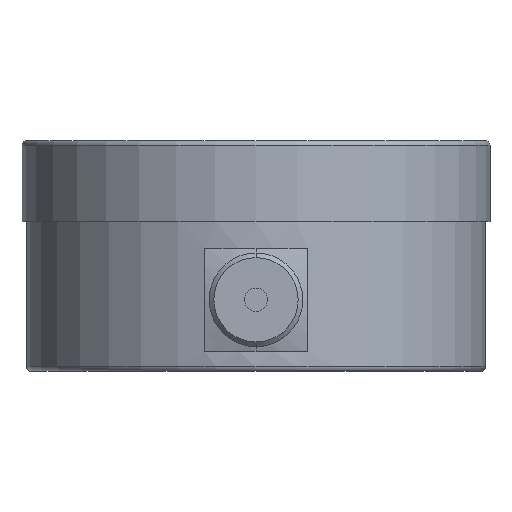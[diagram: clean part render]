
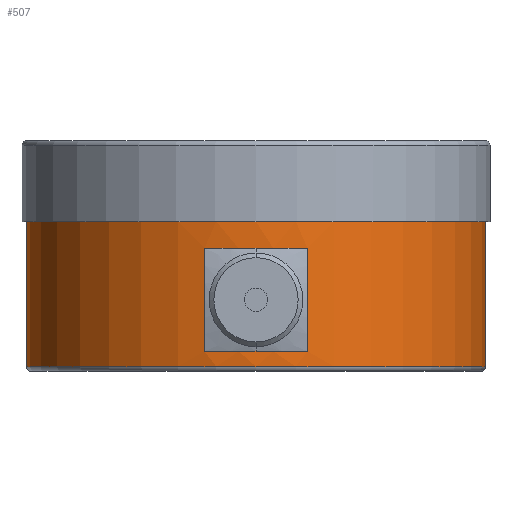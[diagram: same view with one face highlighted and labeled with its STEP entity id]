
A CAD part, front view. The second image highlights one B-rep face of the part: STEP entity #507.
In plain terms, the highlighted cylindrical face has radius 49 mm (diameter 98 mm), a partial arc.
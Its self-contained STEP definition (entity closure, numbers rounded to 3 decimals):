
#58 = FACE_OUTER_BOUND ( 'NONE', #936, .T. ) ;
#62 = FACE_BOUND ( 'NONE', #934, .T. ) ;
#64 = CYLINDRICAL_SURFACE ( 'NONE', #887, 49. ) ;
#171 = CARTESIAN_POINT ( 'NONE',  ( 49., 0., 0. ) ) ;
#175 = DIRECTION ( 'NONE',  ( 0., 0., -1. ) ) ;
#253 = CARTESIAN_POINT ( 'NONE',  ( -49., 0., 0. ) ) ;
#254 = DIRECTION ( 'NONE',  ( 0., 0., -1. ) ) ;
#273 = CARTESIAN_POINT ( 'NONE',  ( -11., -47.749, 0. ) ) ;
#274 = DIRECTION ( 'NONE',  ( 0., 0., -1. ) ) ;
#287 = CARTESIAN_POINT ( 'NONE',  ( 0., 0., -45.732 ) ) ;
#288 = DIRECTION ( 'NONE',  ( 0., 0., 1. ) ) ;
#289 = DIRECTION ( 'NONE',  ( -1., 0., 0. ) ) ;
#294 = CARTESIAN_POINT ( 'NONE',  ( 11., -47.749, 0. ) ) ;
#295 = DIRECTION ( 'NONE',  ( 0., 0., 1. ) ) ;
#299 = CARTESIAN_POINT ( 'NONE',  ( 0., 0., -23.732 ) ) ;
#300 = DIRECTION ( 'NONE',  ( 0., 0., -1. ) ) ;
#301 = DIRECTION ( 'NONE',  ( 1., 0., 0. ) ) ;
#302 = CARTESIAN_POINT ( 'NONE',  ( 0., 0., -18. ) ) ;
#303 = DIRECTION ( 'NONE',  ( 0., 0., -1. ) ) ;
#304 = DIRECTION ( 'NONE',  ( -1., 0., 0. ) ) ;
#314 = CARTESIAN_POINT ( 'NONE',  ( 0., 0., -49. ) ) ;
#315 = DIRECTION ( 'NONE',  ( 0., 0., 1. ) ) ;
#316 = DIRECTION ( 'NONE',  ( -1., 0., 0. ) ) ;
#507 = ADVANCED_FACE ( 'NONE', ( #58, #62 ), #64, .T. ) ;
#520 = ORIENTED_EDGE ( 'NONE', *, *, #1664, .F. ) ;
#528 = ORIENTED_EDGE ( 'NONE', *, *, #1665, .T. ) ;
#568 = ORIENTED_EDGE ( 'NONE', *, *, #1655, .F. ) ;
#644 = ORIENTED_EDGE ( 'NONE', *, *, #1660, .F. ) ;
#645 = ORIENTED_EDGE ( 'NONE', *, *, #1625, .F. ) ;
#657 = ORIENTED_EDGE ( 'NONE', *, *, #1662, .F. ) ;
#672 = ORIENTED_EDGE ( 'NONE', *, *, #1650, .T. ) ;
#689 = ORIENTED_EDGE ( 'NONE', *, *, #1668, .T. ) ;
#792 = AXIS2_PLACEMENT_3D ( 'NONE', #287, #288, #289 ) ;
#794 = AXIS2_PLACEMENT_3D ( 'NONE', #299, #300, #301 ) ;
#795 = AXIS2_PLACEMENT_3D ( 'NONE', #302, #303, #304 ) ;
#798 = AXIS2_PLACEMENT_3D ( 'NONE', #314, #315, #316 ) ;
#887 = AXIS2_PLACEMENT_3D ( 'NONE', #1560, #1537, #1443 ) ;
#934 = EDGE_LOOP ( 'NONE', ( #568, #520, #657, #644 ) ) ;
#936 = EDGE_LOOP ( 'NONE', ( #645, #528, #672, #689 ) ) ;
#1007 = LINE ( 'NONE', #171, #1011 ) ;
#1011 = VECTOR ( 'NONE', #175, 1000. ) ;
#1209 = CARTESIAN_POINT ( 'NONE',  ( -49., 0., -18. ) ) ;
#1214 = CARTESIAN_POINT ( 'NONE',  ( -49., 0., -49. ) ) ;
#1217 = CARTESIAN_POINT ( 'NONE',  ( 11., -47.749, -23.732 ) ) ;
#1220 = CARTESIAN_POINT ( 'NONE',  ( 11., -47.749, -45.732 ) ) ;
#1221 = CARTESIAN_POINT ( 'NONE',  ( 49., 0., -18. ) ) ;
#1239 = CARTESIAN_POINT ( 'NONE',  ( 49., 0., -49. ) ) ;
#1244 = CARTESIAN_POINT ( 'NONE',  ( -11., -47.749, -23.732 ) ) ;
#1247 = CARTESIAN_POINT ( 'NONE',  ( -11., -47.749, -45.732 ) ) ;
#1326 = VERTEX_POINT ( 'NONE', #1214 ) ;
#1328 = VERTEX_POINT ( 'NONE', #1209 ) ;
#1329 = VERTEX_POINT ( 'NONE', #1221 ) ;
#1334 = VERTEX_POINT ( 'NONE', #1247 ) ;
#1337 = VERTEX_POINT ( 'NONE', #1244 ) ;
#1342 = VERTEX_POINT ( 'NONE', #1239 ) ;
#1443 = DIRECTION ( 'NONE',  ( -1., 0., 0. ) ) ;
#1537 = DIRECTION ( 'NONE',  ( 0., 0., -1. ) ) ;
#1560 = CARTESIAN_POINT ( 'NONE',  ( 0., 0., 0. ) ) ;
#1572 = VERTEX_POINT ( 'NONE', #1220 ) ;
#1575 = VERTEX_POINT ( 'NONE', #1217 ) ;
#1625 = EDGE_CURVE ( 'NONE', #1329, #1342, #1007, .T. ) ;
#1650 = EDGE_CURVE ( 'NONE', #1328, #1326, #1700, .T. ) ;
#1655 = EDGE_CURVE ( 'NONE', #1337, #1334, #1704, .T. ) ;
#1660 = EDGE_CURVE ( 'NONE', #1334, #1572, #1715, .T. ) ;
#1662 = EDGE_CURVE ( 'NONE', #1572, #1575, #1718, .T. ) ;
#1664 = EDGE_CURVE ( 'NONE', #1575, #1337, #1720, .T. ) ;
#1665 = EDGE_CURVE ( 'NONE', #1329, #1328, #1721, .T. ) ;
#1668 = EDGE_CURVE ( 'NONE', #1326, #1342, #1724, .T. ) ;
#1700 = LINE ( 'NONE', #253, #1703 ) ;
#1703 = VECTOR ( 'NONE', #254, 1000. ) ;
#1704 = LINE ( 'NONE', #273, #1710 ) ;
#1710 = VECTOR ( 'NONE', #274, 1000. ) ;
#1715 = CIRCLE ( 'NONE', #792, 49. ) ;
#1718 = LINE ( 'NONE', #294, #1719 ) ;
#1719 = VECTOR ( 'NONE', #295, 1000. ) ;
#1720 = CIRCLE ( 'NONE', #794, 49. ) ;
#1721 = CIRCLE ( 'NONE', #795, 49. ) ;
#1724 = CIRCLE ( 'NONE', #798, 49. ) ;
